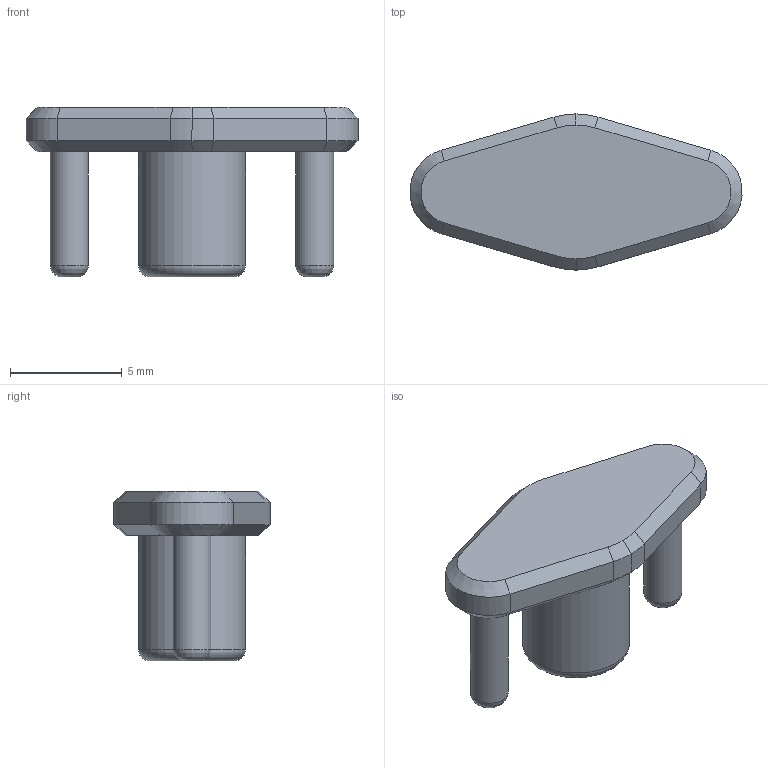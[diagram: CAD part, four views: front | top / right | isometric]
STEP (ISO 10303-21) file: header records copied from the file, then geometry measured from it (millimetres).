
FILE_DESCRIPTION(('FreeCAD Model'),'2;1');
FILE_NAME('Open CASCADE Shape Model','2025-01-28T10:23:02',(''),(''), 'Open CASCADE STEP processor 7.8','FreeCAD','Unknown');
FILE_SCHEMA(('AUTOMOTIVE_DESIGN { 1 0 10303 214 1 1 1 1 }'));
Length unit declared in the file: millimetre
Products named in the file (1): Chamfer
Bounding box: 14.89 x 7 x 7.6 mm (x, y, z)
Volume: 265.6 mm3; surface area: 336 mm2
Topology: 1 solids, 1 shells, 41 faces, 85 edges, 49 vertices
Faces by surface type: plane 17, cone 12, cylinder 9, revolution 2, torus 1
Full cylindrical faces by diameter (mm): 1.7 x2, 4.8 x1
Entity records: 1107 total; most frequent: DIRECTION 203, CARTESIAN_POINT 190, ORIENTED_EDGE 170, EDGE_CURVE 85, AXIS2_PLACEMENT_3D 76, VERTEX_POINT 49, LINE 49, VECTOR 49
